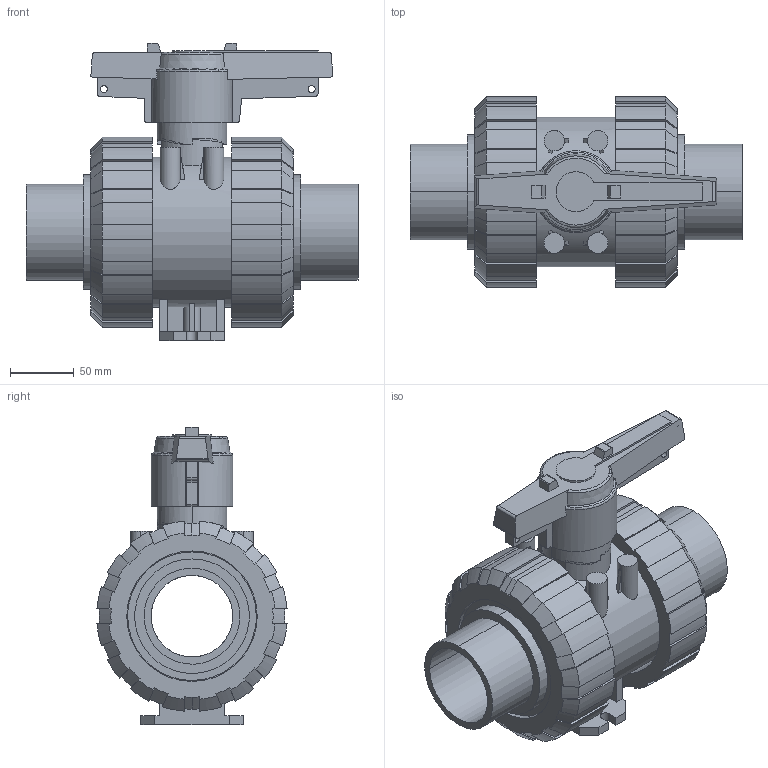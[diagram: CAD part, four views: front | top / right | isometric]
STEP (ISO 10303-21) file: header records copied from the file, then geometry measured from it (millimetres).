
FILE_DESCRIPTION(('STEP AP214'),'1');
FILE_NAME('cctmp_1A704CF1-95E8-4FE4-AA6E-2F831D569C99_2021_10_21_08_52_44_0344..stp','2021-10-21T06:52:44',('Praher Valves GmbH'),('CADClick - www.CADClick.com'),'Spatial InterOp 3D',' ','unknown authorization');
FILE_SCHEMA(('AUTOMOTIVE_DESIGN'));
Length unit declared in the file: millimetre
Products named in the file (7): cc_unnamed; 210500_5; 210500_4; 210500_3; 210500_2; 210500_1; 210500
Assembly tree (6 placements, depth 2):
  cc_unnamed
    210500_5
    210500_4
    210500_3
    210500_2
    210500_1
    210500
Bounding box: 259.5 x 148.54 x 232.83 mm (x, y, z)
Volume: 2154726.8 mm3; surface area: 366608.1 mm2
Topology: 6 solids, 6 shells, 452 faces, 1285 edges, 856 vertices
Faces by surface type: plane 224, cylinder 120, cone 80, bspline 20, torus 8
Entity records: 19622 total; most frequent: CARTESIAN_POINT 4283, ORIENTED_EDGE 2570, DIRECTION 2327, EDGE_CURVE 1285, VERTEX_POINT 856, AXIS2_PLACEMENT_3D 835, LINE 657, VECTOR 657
